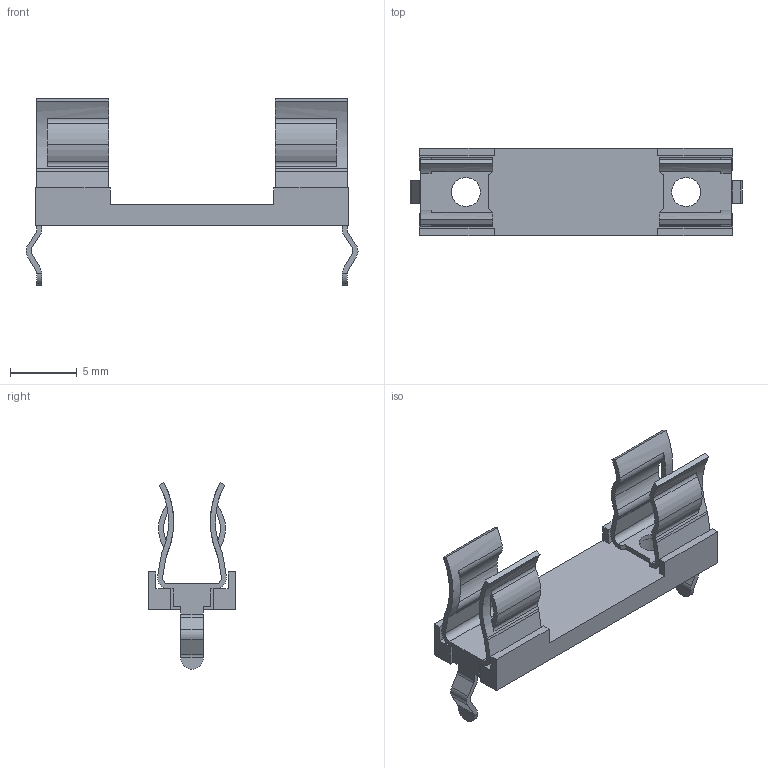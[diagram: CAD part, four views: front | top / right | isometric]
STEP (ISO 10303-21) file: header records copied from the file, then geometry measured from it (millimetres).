
FILE_DESCRIPTION(('FreeCAD Model'),'2;1');
FILE_NAME('Fuse_Holder_65600001009.step','2018-01-09T13:40:19',('kicad StepUp'),('ksu MCAD'), 'Open CASCADE STEP processor 6.8','FreeCAD','Unknown');
FILE_SCHEMA(('AUTOMOTIVE_DESIGN_CC2 { 1 2 10303 214 -1 1 5 4 }'));
Length unit declared in the file: millimetre
Products named in the file (1): Fuse_Holder_65600001009
Bounding box: 24.81 x 6.54 x 13.93 mm (x, y, z)
Volume: 325.5 mm3; surface area: 942.5 mm2
Topology: 1 solids, 1 shells, 168 faces, 504 edges, 332 vertices
Faces by surface type: plane 90, cylinder 78
Entity records: 5765 total; most frequent: DIRECTION 1030, ORIENTED_EDGE 1008, CARTESIAN_POINT 1005, EDGE_CURVE 504, AXIS2_PLACEMENT_3D 357, VERTEX_POINT 332, LINE 316, VECTOR 316
